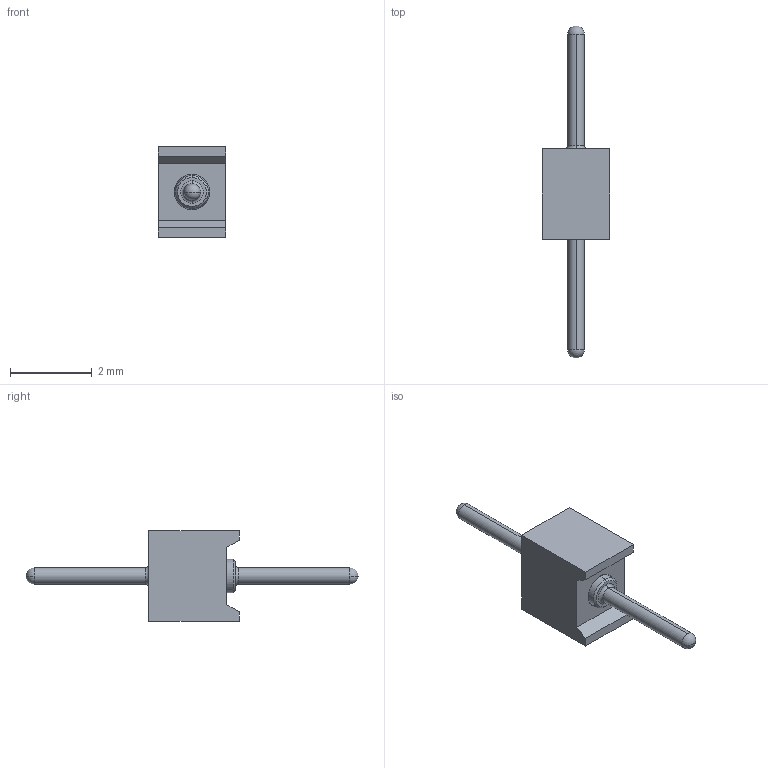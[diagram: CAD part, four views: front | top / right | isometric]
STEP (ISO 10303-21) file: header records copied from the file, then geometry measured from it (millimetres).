
FILE_DESCRIPTION (( 'STEP AP214' ), '1' );
FILE_NAME ('mill-max-$PARTNUMBER.STEP', '2015-07-01T13:46:50', ( 'Windows User' ), ( '' ), 'SwSTEP 2.0', 'SolidWorks 2015', '' );
FILE_SCHEMA (( 'AUTOMOTIVE_DESIGN' ));
Length unit declared in the file: inch
Products named in the file (3): mill-max-$PARTNUMBER_mill-max-850-10-001-10-001000_4006PIN(4006-0-00-15-00-00-03-0); mill-max-$PARTNUMBER_mill-max-850-10-001-10-001000_P8XX-18-011-02-000000(P801-18-011-02-000000); mill-max-$PARTNUMBER
Assembly tree (2 placements, depth 2):
  mill-max-$PARTNUMBER
    mill-max-$PARTNUMBER_mill-max-850-10-001-10-001000_P8XX-18-011-02-000000(P801-18-011-02-000000)
    mill-max-$PARTNUMBER_mill-max-850-10-001-10-001000_4006PIN(4006-0-00-15-00-00-03-0)
Bounding box: 1.65 x 8.1 x 2.21 mm (x, y, z)
Volume: 8.1 mm3; surface area: 42 mm2
Topology: 2 solids, 2 shells, 56 faces, 140 edges, 86 vertices
Faces by surface type: plane 24, cylinder 12, cone 12, torus 4, sphere 4
Entity records: 1932 total; most frequent: CARTESIAN_POINT 507, DIRECTION 282, ORIENTED_EDGE 272, EDGE_CURVE 136, AXIS2_PLACEMENT_3D 117, VERTEX_POINT 86, EDGE_LOOP 60, CIRCLE 56
